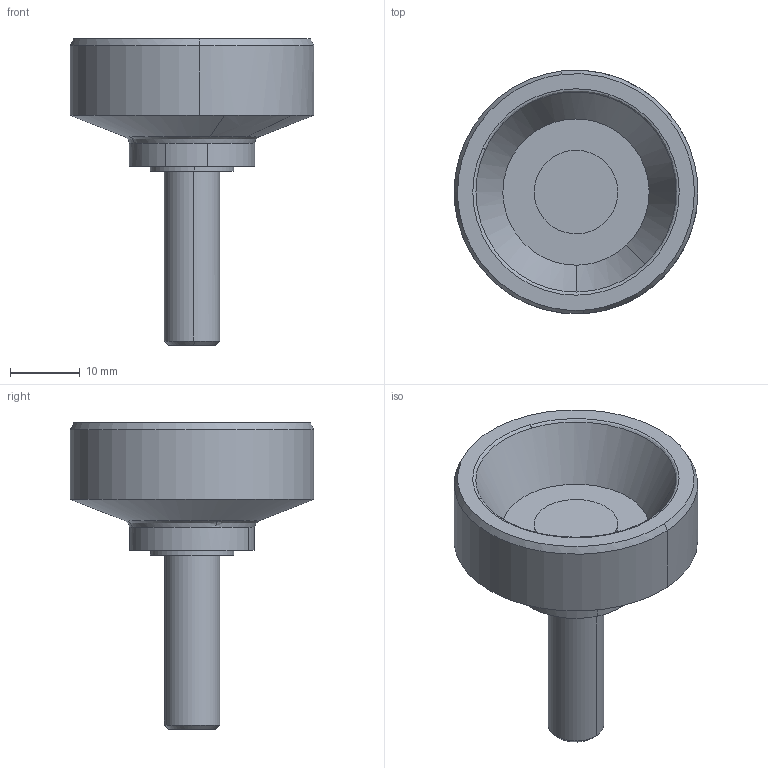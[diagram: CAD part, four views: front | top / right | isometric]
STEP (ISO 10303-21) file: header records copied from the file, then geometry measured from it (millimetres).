
FILE_DESCRIPTION((''),'2;1');
FILE_NAME('','2005-07-15T10:42:28',(''),(''),'','CADfix','');
FILE_SCHEMA(('AUTOMOTIVE_DESIGN'));
Length unit declared in the file: millimetre
Products named in the file (3): screw; knob; KKM_35_M8_25_5759_36
Assembly tree (2 placements, depth 2):
  KKM_35_M8_25_5759_36
    screw
    knob
Bounding box: 35 x 34.96 x 44 mm (x, y, z)
Volume: 10667.9 mm3; surface area: 5163 mm2
Topology: 2 solids, 2 shells, 35 faces, 117 edges, 91 vertices
Faces by surface type: bspline 35
Entity records: 1549 total; most frequent: CARTESIAN_POINT 883, ORIENTED_EDGE 234, EDGE_CURVE 117, VERTEX_POINT 91, EDGE_LOOP 40, FACE_OUTER_BOUND 35, ADVANCED_FACE 35, QUASI_UNIFORM_CURVE 22
